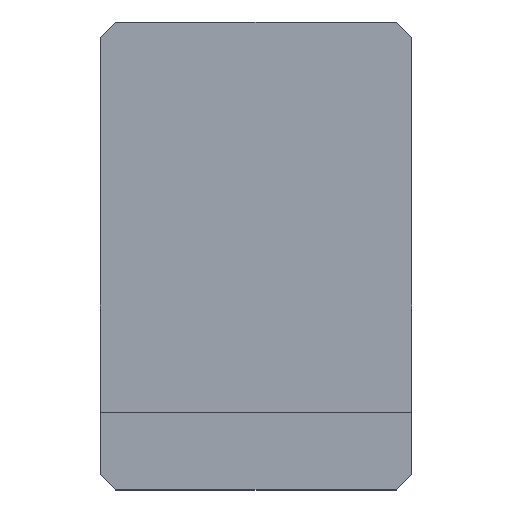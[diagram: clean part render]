
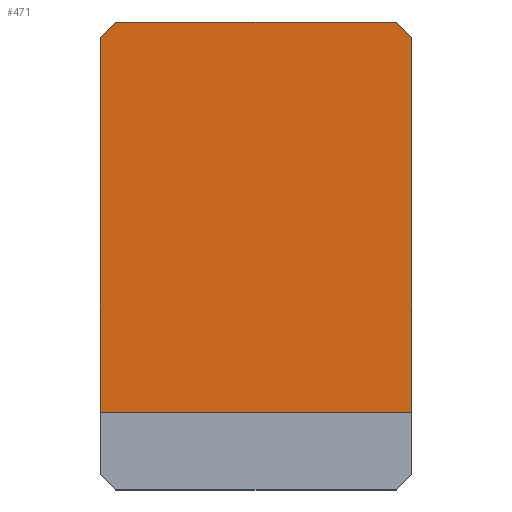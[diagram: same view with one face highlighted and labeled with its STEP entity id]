
A CAD part, front view. The second image highlights one B-rep face of the part: STEP entity #471.
In plain terms, the highlighted planar face has unit normal (0, -1, 0).
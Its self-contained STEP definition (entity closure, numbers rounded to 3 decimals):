
#168=CARTESIAN_POINT('',(9.19,-202.56,485.116));
#169=VERTEX_POINT('',#168);
#176=CARTESIAN_POINT('',(9.19,-202.56,461.05));
#177=VERTEX_POINT('',#176);
#178=CARTESIAN_POINT('',(9.19,-202.56,485.116));
#179=DIRECTION('',(0.,0.,-1.));
#180=VECTOR('',#179,24.066);
#181=LINE('',#178,#180);
#182=EDGE_CURVE('',#169,#177,#181,.T.);
#425=CARTESIAN_POINT('',(-5.81,-202.56,486.116));
#426=DIRECTION('',(0.,1.,0.));
#427=DIRECTION('',(0.,0.,1.));
#428=AXIS2_PLACEMENT_3D('',#425,#426,#427);
#429=PLANE('',#428);
#430=CARTESIAN_POINT('',(-9.81,-202.56,486.116));
#431=VERTEX_POINT('',#430);
#432=CARTESIAN_POINT('',(8.19,-202.56,486.116));
#433=VERTEX_POINT('',#432);
#434=CARTESIAN_POINT('',(-9.81,-202.56,486.116));
#435=DIRECTION('',(1.,0.,-0.));
#436=VECTOR('',#435,18.);
#437=LINE('',#434,#436);
#438=EDGE_CURVE('',#431,#433,#437,.T.);
#439=ORIENTED_EDGE('',*,*,#438,.F.);
#440=CARTESIAN_POINT('',(-10.81,-202.56,485.116));
#441=VERTEX_POINT('',#440);
#442=CARTESIAN_POINT('',(-9.81,-202.56,486.116));
#443=DIRECTION('',(-0.707,-0.,-0.707));
#444=VECTOR('',#443,1.414);
#445=LINE('',#442,#444);
#446=EDGE_CURVE('',#431,#441,#445,.T.);
#447=ORIENTED_EDGE('',*,*,#446,.T.);
#448=CARTESIAN_POINT('',(-10.81,-202.56,461.05));
#449=VERTEX_POINT('',#448);
#450=CARTESIAN_POINT('',(-10.81,-202.56,485.116));
#451=DIRECTION('',(0.,0.,-1.));
#452=VECTOR('',#451,24.066);
#453=LINE('',#450,#452);
#454=EDGE_CURVE('',#441,#449,#453,.T.);
#455=ORIENTED_EDGE('',*,*,#454,.T.);
#456=CARTESIAN_POINT('',(-10.81,-202.56,461.05));
#457=DIRECTION('',(1.,0.,-0.));
#458=VECTOR('',#457,20.);
#459=LINE('',#456,#458);
#460=EDGE_CURVE('',#449,#177,#459,.T.);
#461=ORIENTED_EDGE('',*,*,#460,.T.);
#462=ORIENTED_EDGE('',*,*,#182,.F.);
#463=CARTESIAN_POINT('',(9.19,-202.56,485.116));
#464=DIRECTION('',(-0.707,-0.,0.707));
#465=VECTOR('',#464,1.414);
#466=LINE('',#463,#465);
#467=EDGE_CURVE('',#169,#433,#466,.T.);
#468=ORIENTED_EDGE('',*,*,#467,.T.);
#469=EDGE_LOOP('',(#439,#447,#455,#461,#462,#468));
#470=FACE_BOUND('',#469,.T.);
#471=ADVANCED_FACE('',(#470),#429,.F.);
